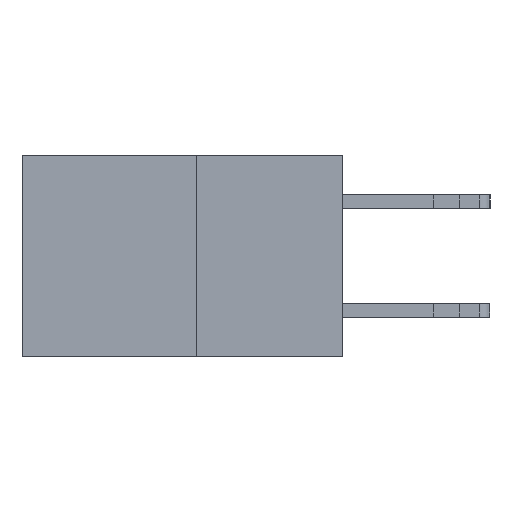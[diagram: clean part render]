
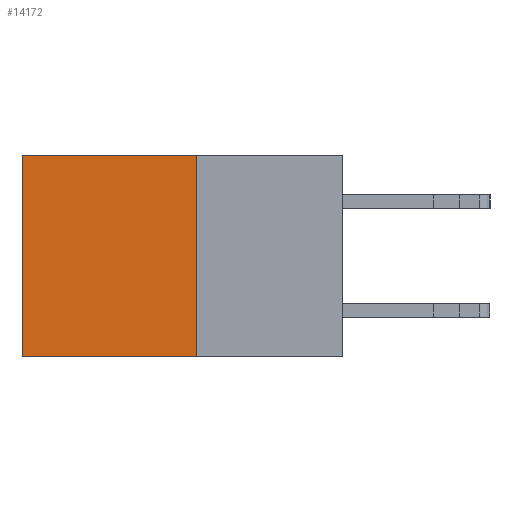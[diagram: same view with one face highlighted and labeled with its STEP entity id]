
A CAD part, left-side view. The second image highlights one B-rep face of the part: STEP entity #14172.
In plain terms, the highlighted planar face has unit normal (-1, 0, 0).
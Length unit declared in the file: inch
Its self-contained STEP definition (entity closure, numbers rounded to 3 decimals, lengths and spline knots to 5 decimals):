
#426 = VERTEX_POINT ( 'NONE', #2845 ) ;
#719 = ORIENTED_EDGE ( 'NONE', *, *, #7013, .T. ) ;
#1269 = DIRECTION ( 'NONE',  ( 0., 0., -1. ) ) ;
#1854 = CARTESIAN_POINT ( 'NONE',  ( 0.277, 0.27, 0. ) ) ;
#2723 = AXIS2_PLACEMENT_3D ( 'NONE', #7102, #30257, #15015 ) ;
#2845 = CARTESIAN_POINT ( 'NONE',  ( 0.277, 0.27, -0.37 ) ) ;
#4650 = PLANE ( 'NONE',  #2723 ) ;
#5552 = VECTOR ( 'NONE', #1269, 39.37008 ) ;
#6765 = FACE_OUTER_BOUND ( 'NONE', #12350, .T. ) ;
#7013 = EDGE_CURVE ( 'NONE', #27827, #22671, #24515, .T. ) ;
#7102 = CARTESIAN_POINT ( 'NONE',  ( 0.277, 0.27, -0.37 ) ) ;
#7283 = LINE ( 'NONE', #24850, #13362 ) ;
#11208 = VECTOR ( 'NONE', #25359, 39.37008 ) ;
#12111 = DIRECTION ( 'NONE',  ( 0., 1., 0. ) ) ;
#12350 = EDGE_LOOP ( 'NONE', ( #14695, #22160, #32329, #719 ) ) ;
#13198 = LINE ( 'NONE', #21184, #5552 ) ;
#13362 = VECTOR ( 'NONE', #32539, 39.37008 ) ;
#13617 = VERTEX_POINT ( 'NONE', #32963 ) ;
#14172 = ADVANCED_FACE ( 'NONE', ( #6765 ), #4650, .F. ) ;
#14695 = ORIENTED_EDGE ( 'NONE', *, *, #33112, .T. ) ;
#15015 = DIRECTION ( 'NONE',  ( 0., 0., -1. ) ) ;
#15308 = CARTESIAN_POINT ( 'NONE',  ( 0.277, 0.59, 0. ) ) ;
#18027 = LINE ( 'NONE', #30345, #11208 ) ;
#18757 = EDGE_CURVE ( 'NONE', #426, #13617, #7283, .T. ) ;
#21184 = CARTESIAN_POINT ( 'NONE',  ( 0.277, 0.59, -0.37 ) ) ;
#22160 = ORIENTED_EDGE ( 'NONE', *, *, #18757, .F. ) ;
#22671 = VERTEX_POINT ( 'NONE', #15308 ) ;
#24515 = LINE ( 'NONE', #1854, #30474 ) ;
#24850 = CARTESIAN_POINT ( 'NONE',  ( 0.277, 0.27, -0.37 ) ) ;
#25359 = DIRECTION ( 'NONE',  ( 0., 0., -1. ) ) ;
#27827 = VERTEX_POINT ( 'NONE', #28559 ) ;
#28559 = CARTESIAN_POINT ( 'NONE',  ( 0.277, 0.27, 0. ) ) ;
#30257 = DIRECTION ( 'NONE',  ( 1., 0., 0. ) ) ;
#30345 = CARTESIAN_POINT ( 'NONE',  ( 0.277, 0.27, -0.37 ) ) ;
#30474 = VECTOR ( 'NONE', #12111, 39.37008 ) ;
#32329 = ORIENTED_EDGE ( 'NONE', *, *, #32914, .F. ) ;
#32539 = DIRECTION ( 'NONE',  ( 0., 1., 0. ) ) ;
#32914 = EDGE_CURVE ( 'NONE', #27827, #426, #18027, .T. ) ;
#32963 = CARTESIAN_POINT ( 'NONE',  ( 0.277, 0.59, -0.37 ) ) ;
#33112 = EDGE_CURVE ( 'NONE', #22671, #13617, #13198, .T. ) ;
